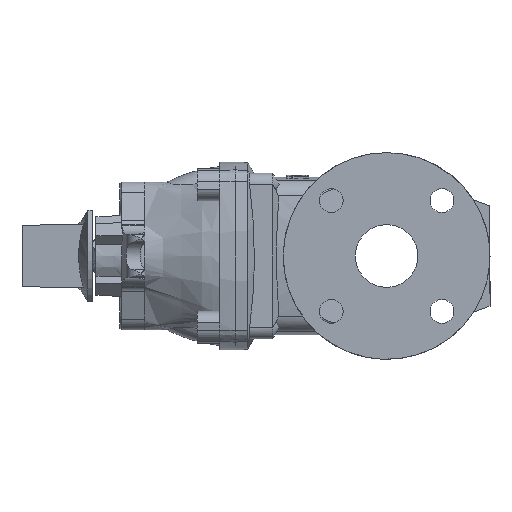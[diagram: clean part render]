
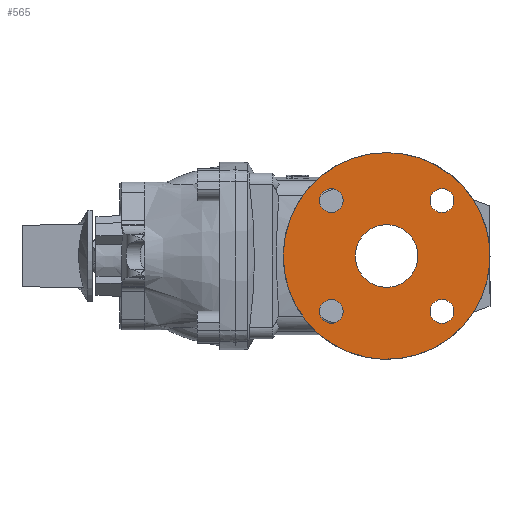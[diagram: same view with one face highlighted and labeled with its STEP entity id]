
A CAD part, left-side view. The second image highlights one B-rep face of the part: STEP entity #565.
In plain terms, the highlighted planar face has unit normal (-1, 0, 0).
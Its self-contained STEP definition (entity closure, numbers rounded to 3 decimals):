
#565 = ADVANCED_FACE ( 'NONE', ( #4843, #4848, #4841, #4847, #4845, #4849 ), #6077, .T. ) ;
#1021 = EDGE_CURVE ( 'NONE', #12662, #12662, #8860, .T. ) ;
#1025 = EDGE_CURVE ( 'NONE', #12661, #12661, #8861, .T. ) ;
#1036 = EDGE_CURVE ( 'NONE', #12665, #12665, #8876, .T. ) ;
#1045 = EDGE_CURVE ( 'NONE', #12666, #12666, #8882, .T. ) ;
#1048 = EDGE_CURVE ( 'NONE', #12667, #12667, #8867, .T. ) ;
#1075 = EDGE_CURVE ( 'NONE', #12669, #12669, #8890, .T. ) ;
#1362 = EDGE_LOOP ( 'NONE', ( #1634 ) ) ;
#1365 = EDGE_LOOP ( 'NONE', ( #1612 ) ) ;
#1366 = EDGE_LOOP ( 'NONE', ( #1632 ) ) ;
#1367 = EDGE_LOOP ( 'NONE', ( #1638 ) ) ;
#1372 = EDGE_LOOP ( 'NONE', ( #1658 ) ) ;
#1381 = EDGE_LOOP ( 'NONE', ( #1657 ) ) ;
#1612 = ORIENTED_EDGE ( 'NONE', *, *, #1075, .F. ) ;
#1632 = ORIENTED_EDGE ( 'NONE', *, *, #1045, .F. ) ;
#1634 = ORIENTED_EDGE ( 'NONE', *, *, #1025, .T. ) ;
#1638 = ORIENTED_EDGE ( 'NONE', *, *, #1048, .T. ) ;
#1657 = ORIENTED_EDGE ( 'NONE', *, *, #1036, .T. ) ;
#1658 = ORIENTED_EDGE ( 'NONE', *, *, #1021, .T. ) ;
#4841 = FACE_BOUND ( 'NONE', #1367, .T. ) ;
#4843 = FACE_BOUND ( 'NONE', #1381, .T. ) ;
#4845 = FACE_OUTER_BOUND ( 'NONE', #1366, .T. ) ;
#4847 = FACE_BOUND ( 'NONE', #1362, .T. ) ;
#4848 = FACE_BOUND ( 'NONE', #1372, .T. ) ;
#4849 = FACE_BOUND ( 'NONE', #1365, .T. ) ;
#5845 = AXIS2_PLACEMENT_3D ( 'NONE', #6078, #6073, #6080 ) ;
#6046 = AXIS2_PLACEMENT_3D ( 'NONE', #9655, #9656, #9657 ) ;
#6048 = AXIS2_PLACEMENT_3D ( 'NONE', #8663, #8654, #9670 ) ;
#6054 = AXIS2_PLACEMENT_3D ( 'NONE', #9704, #9705, #9706 ) ;
#6056 = AXIS2_PLACEMENT_3D ( 'NONE', #9752, #9753, #9754 ) ;
#6057 = AXIS2_PLACEMENT_3D ( 'NONE', #9777, #9778, #9779 ) ;
#6062 = AXIS2_PLACEMENT_3D ( 'NONE', #9895, #9896, #9897 ) ;
#6073 = DIRECTION ( 'NONE',  ( -1., 0., 0. ) ) ;
#6077 = PLANE ( 'NONE',  #5845 ) ;
#6078 = CARTESIAN_POINT ( 'NONE',  ( -84.5, 0., 0. ) ) ;
#6080 = DIRECTION ( 'NONE',  ( 0., 0., 1. ) ) ;
#8654 = DIRECTION ( 'NONE',  ( 1., 0., 0. ) ) ;
#8663 = CARTESIAN_POINT ( 'NONE',  ( -84.5, 44.194, 44.194 ) ) ;
#8860 = CIRCLE ( 'NONE', #6046, 9.5 ) ;
#8861 = CIRCLE ( 'NONE', #6048, 9.5 ) ;
#8867 = CIRCLE ( 'NONE', #6057, 9.5 ) ;
#8876 = CIRCLE ( 'NONE', #6054, 9.5 ) ;
#8882 = CIRCLE ( 'NONE', #6056, 82.5 ) ;
#8890 = CIRCLE ( 'NONE', #6062, 25. ) ;
#9655 = CARTESIAN_POINT ( 'NONE',  ( -84.5, -44.194, -44.194 ) ) ;
#9656 = DIRECTION ( 'NONE',  ( 1., 0., 0. ) ) ;
#9657 = DIRECTION ( 'NONE',  ( 0., 0., 1. ) ) ;
#9670 = DIRECTION ( 'NONE',  ( 0., 0., 1. ) ) ;
#9704 = CARTESIAN_POINT ( 'NONE',  ( -84.5, -44.194, 44.194 ) ) ;
#9705 = DIRECTION ( 'NONE',  ( 1., 0., 0. ) ) ;
#9706 = DIRECTION ( 'NONE',  ( 0., 0., 1. ) ) ;
#9752 = CARTESIAN_POINT ( 'NONE',  ( -84.5, 0., 0. ) ) ;
#9753 = DIRECTION ( 'NONE',  ( 1., 0., 0. ) ) ;
#9754 = DIRECTION ( 'NONE',  ( 0., 0., 1. ) ) ;
#9777 = CARTESIAN_POINT ( 'NONE',  ( -84.5, 44.194, -44.194 ) ) ;
#9778 = DIRECTION ( 'NONE',  ( 1., 0., 0. ) ) ;
#9779 = DIRECTION ( 'NONE',  ( 0., 0., 1. ) ) ;
#9895 = CARTESIAN_POINT ( 'NONE',  ( -84.5, 0., 0. ) ) ;
#9896 = DIRECTION ( 'NONE',  ( -1., 0., 0. ) ) ;
#9897 = DIRECTION ( 'NONE',  ( 0., 0., 1. ) ) ;
#12661 = VERTEX_POINT ( 'NONE', #12799 ) ;
#12662 = VERTEX_POINT ( 'NONE', #12798 ) ;
#12665 = VERTEX_POINT ( 'NONE', #12802 ) ;
#12666 = VERTEX_POINT ( 'NONE', #12803 ) ;
#12667 = VERTEX_POINT ( 'NONE', #12804 ) ;
#12669 = VERTEX_POINT ( 'NONE', #12806 ) ;
#12798 = CARTESIAN_POINT ( 'NONE',  ( -84.5, -44.194, -34.694 ) ) ;
#12799 = CARTESIAN_POINT ( 'NONE',  ( -84.5, 44.194, 53.694 ) ) ;
#12802 = CARTESIAN_POINT ( 'NONE',  ( -84.5, -44.194, 53.694 ) ) ;
#12803 = CARTESIAN_POINT ( 'NONE',  ( -84.5, 0., 82.5 ) ) ;
#12804 = CARTESIAN_POINT ( 'NONE',  ( -84.5, 44.194, -34.694 ) ) ;
#12806 = CARTESIAN_POINT ( 'NONE',  ( -84.5, 0., 25. ) ) ;
